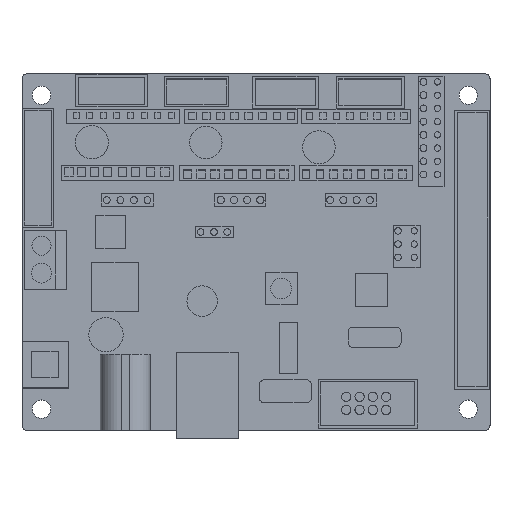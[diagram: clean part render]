
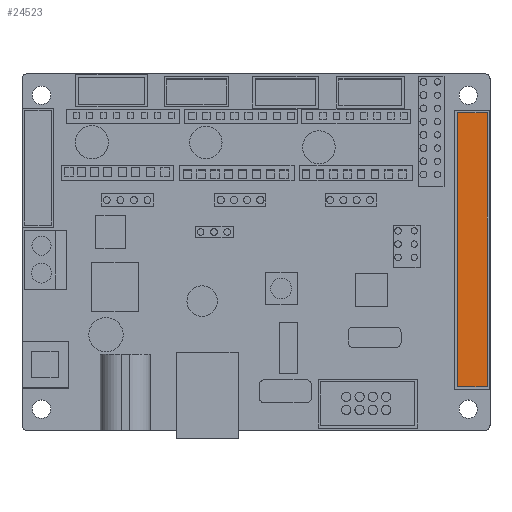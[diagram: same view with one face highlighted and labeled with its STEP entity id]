
A CAD part, top view. The second image highlights one B-rep face of the part: STEP entity #24523.
In plain terms, the highlighted planar face has unit normal (0, 0, 1).
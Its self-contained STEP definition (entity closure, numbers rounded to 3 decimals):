
#343 = DIRECTION ( 'NONE',  ( 1., 0., 0. ) ) ;
#655 = LINE ( 'NONE', #8346, #10354 ) ;
#710 = CARTESIAN_POINT ( 'NONE',  ( 0., 62.915, 0.5 ) ) ;
#1155 = DIRECTION ( 'NONE',  ( 0., 0., -1. ) ) ;
#1410 = CARTESIAN_POINT ( 'NONE',  ( 0., 0., 0.5 ) ) ;
#1955 = CARTESIAN_POINT ( 'NONE',  ( 99.775, 62.915, 0.5 ) ) ;
#2123 = LINE ( 'NONE', #13526, #8746 ) ;
#2333 = CARTESIAN_POINT ( 'NONE',  ( 99.775, 115.484, 0.5 ) ) ;
#3290 = CARTESIAN_POINT ( 'NONE',  ( 94.039, 62.915, 0.5 ) ) ;
#3405 = DIRECTION ( 'NONE',  ( -1., 0., 0. ) ) ;
#3649 = DIRECTION ( 'NONE',  ( 0., -1., 0. ) ) ;
#4536 = ORIENTED_EDGE ( 'NONE', *, *, #22833, .T. ) ;
#5036 = VECTOR ( 'NONE', #23352, 1000. ) ;
#5665 = EDGE_CURVE ( 'NONE', #9815, #9688, #17516, .T. ) ;
#6190 = DIRECTION ( 'NONE',  ( 0., 1., 0. ) ) ;
#8346 = CARTESIAN_POINT ( 'NONE',  ( 99.775, 0., 0.5 ) ) ;
#8708 = ORIENTED_EDGE ( 'NONE', *, *, #5665, .T. ) ;
#8746 = VECTOR ( 'NONE', #3649, 1000. ) ;
#9414 = EDGE_LOOP ( 'NONE', ( #17064, #4536, #16519, #8708 ) ) ;
#9466 = VECTOR ( 'NONE', #343, 1000. ) ;
#9688 = VERTEX_POINT ( 'NONE', #1955 ) ;
#9815 = VERTEX_POINT ( 'NONE', #3290 ) ;
#10354 = VECTOR ( 'NONE', #6190, 1000. ) ;
#10795 = VERTEX_POINT ( 'NONE', #2333 ) ;
#11705 = CARTESIAN_POINT ( 'NONE',  ( 0., 115.484, 0.5 ) ) ;
#12459 = EDGE_CURVE ( 'NONE', #9688, #10795, #655, .T. ) ;
#13526 = CARTESIAN_POINT ( 'NONE',  ( 94.039, 0., 0.5 ) ) ;
#14778 = PLANE ( 'NONE',  #17233 ) ;
#16430 = FACE_OUTER_BOUND ( 'NONE', #9414, .T. ) ;
#16519 = ORIENTED_EDGE ( 'NONE', *, *, #24589, .T. ) ;
#17064 = ORIENTED_EDGE ( 'NONE', *, *, #12459, .T. ) ;
#17233 = AXIS2_PLACEMENT_3D ( 'NONE', #1410, #1155, #3405 ) ;
#17516 = LINE ( 'NONE', #710, #9466 ) ;
#19408 = LINE ( 'NONE', #11705, #5036 ) ;
#19821 = CARTESIAN_POINT ( 'NONE',  ( 94.039, 115.484, 0.5 ) ) ;
#20060 = VERTEX_POINT ( 'NONE', #19821 ) ;
#22833 = EDGE_CURVE ( 'NONE', #10795, #20060, #19408, .T. ) ;
#23352 = DIRECTION ( 'NONE',  ( -1., 0., 0. ) ) ;
#24523 = ADVANCED_FACE ( 'NONE', ( #16430 ), #14778, .F. ) ;
#24589 = EDGE_CURVE ( 'NONE', #20060, #9815, #2123, .T. ) ;
